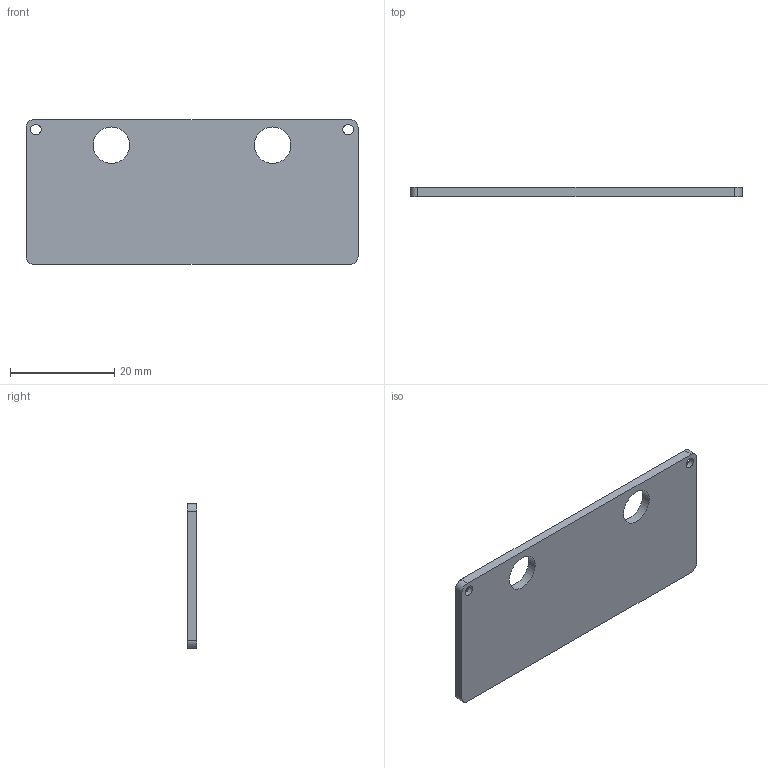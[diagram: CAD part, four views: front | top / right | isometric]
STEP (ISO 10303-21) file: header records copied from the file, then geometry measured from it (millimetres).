
FILE_DESCRIPTION(/* description */ (''),/* implementation_level */ '2;1');
FILE_NAME(/* name */ 'Side1 v9.step',/* time_stamp */ '2023-03-17T17:48:22+01:00',/* author */ (''),/* organization */ (''),/* preprocessor_version */ 'ST-DEVELOPER v19.2',/* originating_system */ 'Autodesk Translation Framework v11.17.0.187',/* authorisation */ '');
FILE_SCHEMA (('AUTOMOTIVE_DESIGN { 1 0 10303 214 3 1 1 }'));
Length unit declared in the file: millimetre
Products named in the file (1): Side1
Bounding box: 63.8 x 1.8 x 27.8 mm (x, y, z)
Volume: 3026.6 mm3; surface area: 3817.9 mm2
Topology: 1 solids, 1 shells, 47 faces, 127 edges, 84 vertices
Faces by surface type: bspline 20, plane 17, cylinder 8, cone 2
Full cylindrical faces by diameter (mm): 2 x2, 7 x2
Entity records: 1712 total; most frequent: CARTESIAN_POINT 599, ORIENTED_EDGE 254, DIRECTION 161, EDGE_CURVE 127, VERTEX_POINT 84, LINE 69, VECTOR 69, EDGE_LOOP 57
